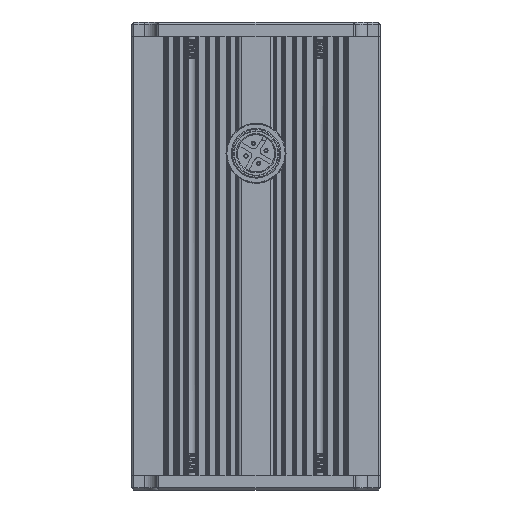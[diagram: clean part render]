
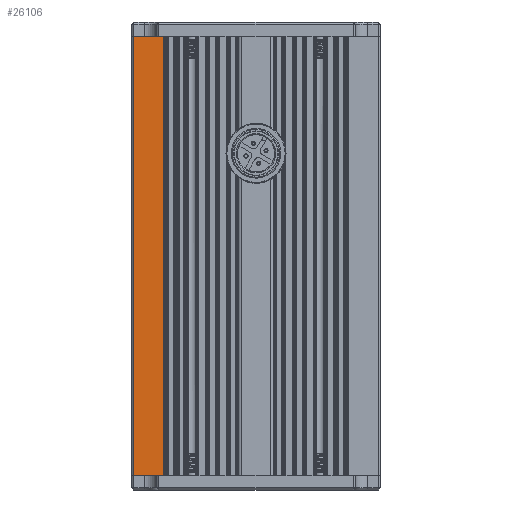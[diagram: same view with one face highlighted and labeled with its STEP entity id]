
A CAD part, front view. The second image highlights one B-rep face of the part: STEP entity #26106.
In plain terms, the highlighted planar face has unit normal (0, -1, 0).
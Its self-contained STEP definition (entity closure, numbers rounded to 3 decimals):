
#3106=FACE_OUTER_BOUND('',#4540,.T.);
#4540=EDGE_LOOP('',(#19863,#19864,#19865,#19866));
#6144=LINE('',#48046,#8244);
#6499=LINE('',#49796,#8599);
#6723=LINE('',#51046,#8823);
#6725=LINE('',#51049,#8825);
#8244=VECTOR('',#32033,7.271);
#8599=VECTOR('',#33534,7.271);
#8823=VECTOR('',#34604,106.);
#8825=VECTOR('',#34608,106.);
#10852=VERTEX_POINT('',#48043);
#10853=VERTEX_POINT('',#48045);
#11674=VERTEX_POINT('',#49793);
#11675=VERTEX_POINT('',#49795);
#13682=EDGE_CURVE('',#10852,#10853,#6144,.T.);
#14551=EDGE_CURVE('',#11674,#11675,#6499,.T.);
#15177=EDGE_CURVE('',#10853,#11674,#6723,.T.);
#15179=EDGE_CURVE('',#10852,#11675,#6725,.T.);
#19863=ORIENTED_EDGE('',*,*,#15177,.F.);
#19864=ORIENTED_EDGE('',*,*,#13682,.F.);
#19865=ORIENTED_EDGE('',*,*,#15179,.T.);
#19866=ORIENTED_EDGE('',*,*,#14551,.F.);
#24224=PLANE('',#28899);
#26106=ADVANCED_FACE('',(#3106),#24224,.T.);
#28899=AXIS2_PLACEMENT_3D('',#51048,#34606,#34607);
#32033=DIRECTION('',(-1.,0.,0.));
#33534=DIRECTION('',(1.,0.,0.));
#34604=DIRECTION('',(0.,0.,1.));
#34606=DIRECTION('center_axis',(0.,-1.,0.));
#34607=DIRECTION('ref_axis',(1.,0.,0.));
#34608=DIRECTION('',(0.,0.,1.));
#48043=CARTESIAN_POINT('',(-22.229,-20.,-53.));
#48045=CARTESIAN_POINT('',(-29.5,-20.,-53.));
#48046=CARTESIAN_POINT('',(-22.229,-20.,-53.));
#49793=CARTESIAN_POINT('',(-29.5,-20.,53.));
#49795=CARTESIAN_POINT('',(-22.229,-20.,53.));
#49796=CARTESIAN_POINT('',(-29.5,-20.,53.));
#51046=CARTESIAN_POINT('',(-29.5,-20.,-53.));
#51048=CARTESIAN_POINT('Origin',(-30.,-20.,0.));
#51049=CARTESIAN_POINT('',(-22.229,-20.,-53.));
